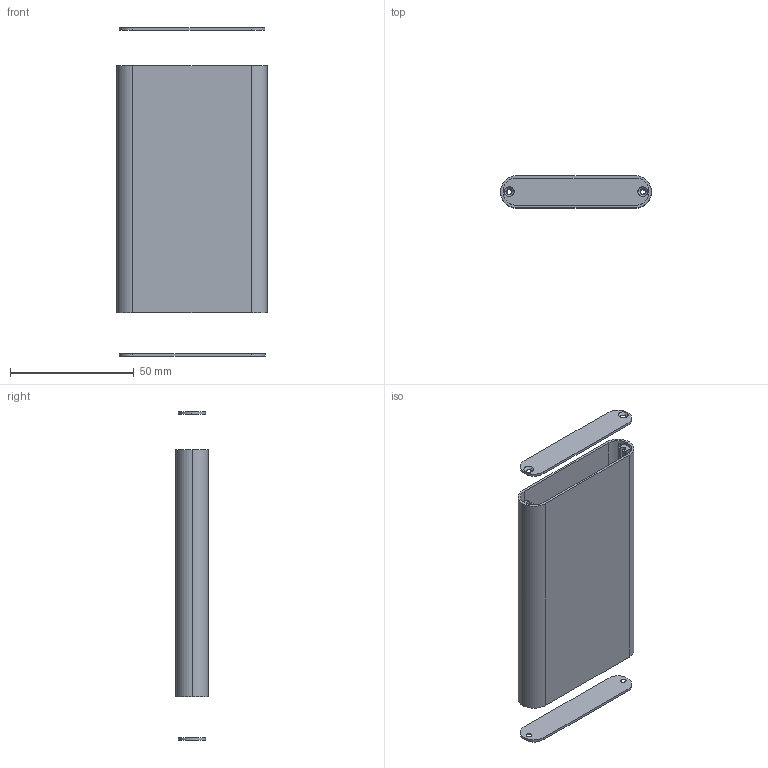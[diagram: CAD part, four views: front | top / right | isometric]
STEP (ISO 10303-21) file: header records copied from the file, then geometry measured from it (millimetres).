
FILE_DESCRIPTION (( 'STEP AP214' ), '1' );
FILE_NAME ('hbext9163.step', '2020-05-23T15:07:06', ( '' ), ( '' ), 'SwSTEP 2.0', 'SolidWorks 2019', '' );
FILE_SCHEMA (( 'AUTOMOTIVE_DESIGN' ));
Length unit declared in the file: inch
Products named in the file (3): hbext9163; EXT-9163-END PLATE; EXT-9163 EXTRUSION
Assembly tree (3 placements, depth 2):
  hbext9163
    EXT-9163 EXTRUSION
    EXT-9163-END PLATE  x2
Bounding box: 61 x 13 x 132.64 mm (x, y, z)
Volume: 17221.2 mm3; surface area: 31449.3 mm2
Topology: 3 solids, 3 shells, 89 faces, 238 edges, 156 vertices
Faces by surface type: cylinder 49, plane 32, cone 8
Entity records: 2533 total; most frequent: DIRECTION 457, CARTESIAN_POINT 417, ORIENTED_EDGE 406, EDGE_CURVE 203, AXIS2_PLACEMENT_3D 174, VERTEX_POINT 134, VECTOR 109, LINE 109
